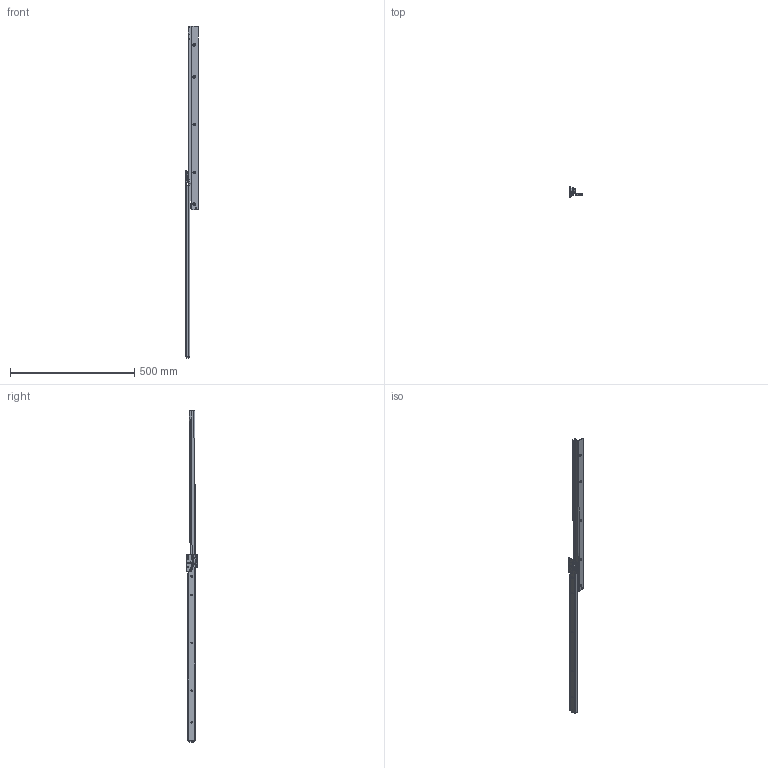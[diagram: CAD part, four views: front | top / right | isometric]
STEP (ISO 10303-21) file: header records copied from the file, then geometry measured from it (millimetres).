
FILE_DESCRIPTION (( 'STEP AP214' ), '1' );
FILE_NAME ('FR_216.0750mm_30inch_open_left.STEP', '2022-11-15T13:16:47', ( '' ), ( '' ), 'SwSTEP 2.0', 'SolidWorks 2020', '' );
FILE_SCHEMA (( 'AUTOMOTIVE_DESIGN' ));
Length unit declared in the file: millimetre
Products named in the file (6): 216.XXX-01.0000_NL  750; 216.XXX-03.0000_NL  750; FR_216.0750mm_30inch_open_left; AG-004
Assembly tree (5 placements, depth 3):
  FR_216.0750mm_30inch_open_left
    216.XXX-01.0000_NL  750
      216.XXX-01.0000_NL  750
      AG-004
    216.XXX-03.0000_NL  750
      216.XXX-03.0000_NL  750
Bounding box: 49.09 x 48 x 1333.76 mm (x, y, z)
Volume: 256529.6 mm3; surface area: 181903.4 mm2
Topology: 3 solids, 3 shells, 529 faces, 1316 edges, 779 vertices
Faces by surface type: cylinder 206, plane 151, bspline 80, torus 40, cone 28, sphere 24
Entity records: 17423 total; most frequent: CARTESIAN_POINT 5144, ORIENTED_EDGE 2600, DIRECTION 2548, EDGE_CURVE 1300, AXIS2_PLACEMENT_3D 988, VERTEX_POINT 779, EDGE_LOOP 573, VECTOR 572
